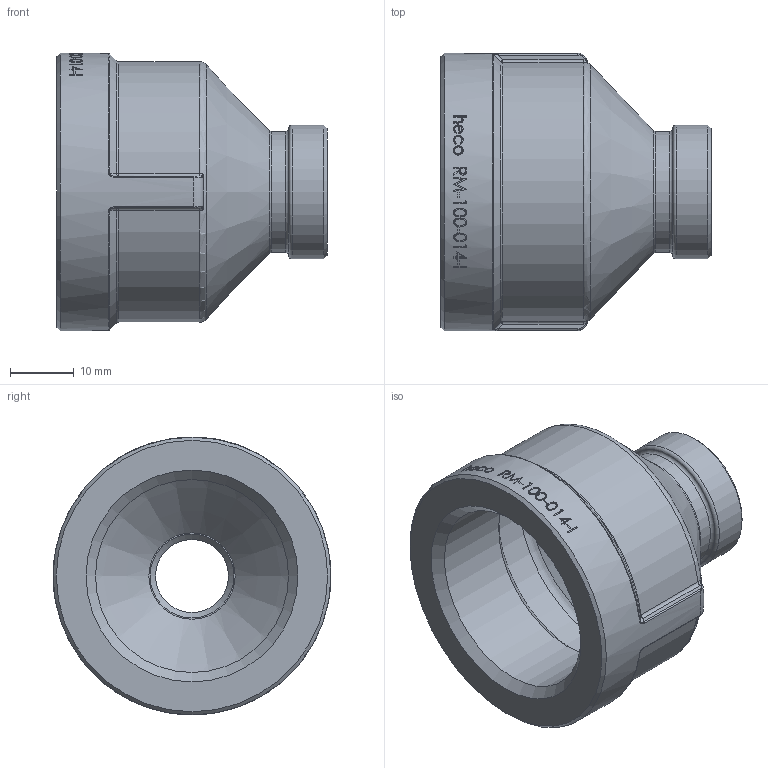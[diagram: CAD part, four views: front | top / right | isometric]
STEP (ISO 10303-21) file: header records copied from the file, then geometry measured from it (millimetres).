
FILE_DESCRIPTION (( 'STEP AP214' ), '1' );
FILE_NAME ('heco_RM-100-014-I Reduziermuffe 2305.STEP', '2023-05-15T11:20:48', ( '' ), ( '' ), 'SwSTEP 2.0', 'SolidWorks 2019', '' );
FILE_SCHEMA (( 'AUTOMOTIVE_DESIGN' ));
Length unit declared in the file: millimetre
Products named in the file (1): heco_RM-100-014-I Reduziermuffe 2305
Bounding box: 42.4 x 43.6 x 43.61 mm (x, y, z)
Volume: 17665.6 mm3; surface area: 10112.6 mm2
Topology: 1 solids, 1 shells, 244 faces, 608 edges, 391 vertices
Faces by surface type: bspline 109, plane 68, cylinder 39, torus 14, cone 10, sphere 4
Full cylindrical faces by diameter (mm): 11.445 x1, 19 x1, 21 x1, 30.291 x1, 36.4 x1, 43.6 x1
Entity records: 18084 total; most frequent: CARTESIAN_POINT 11486, ORIENTED_EDGE 1162, DIRECTION 652, EDGE_CURVE 581, VERTEX_POINT 384, B_SPLINE_CURVE_WITH_KNOTS 335, EDGE_LOOP 289, AXIS2_PLACEMENT_3D 271
